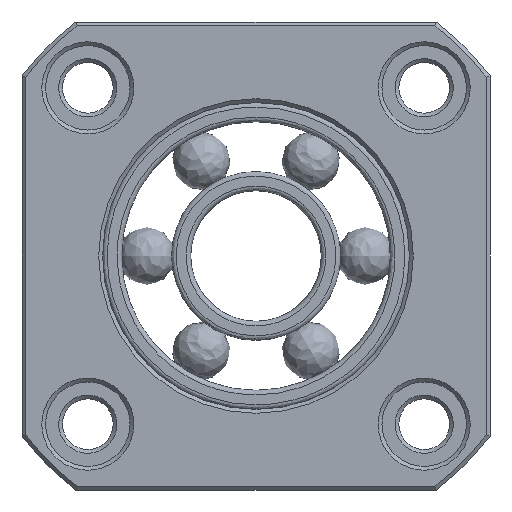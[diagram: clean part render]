
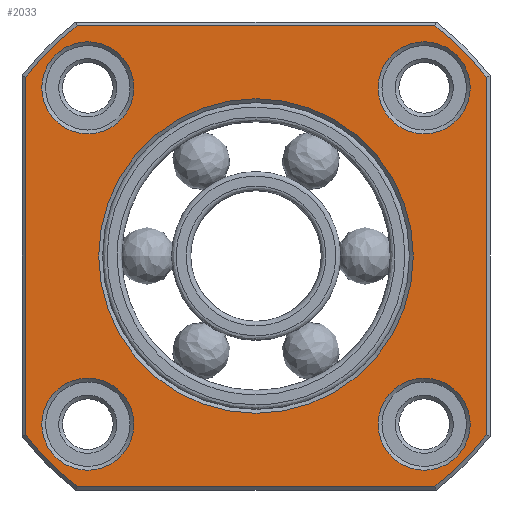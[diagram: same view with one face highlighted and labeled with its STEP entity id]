
A CAD part, left-side view. The second image highlights one B-rep face of the part: STEP entity #2033.
In plain terms, the highlighted planar face has unit normal (-1, 0, 0).
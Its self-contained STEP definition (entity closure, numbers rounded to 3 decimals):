
#20 = DIRECTION ( 'NONE',  ( 1., 0., 0. ) ) ;
#21 = DIRECTION ( 'NONE',  ( 1., 0., 0. ) ) ;
#22 = DIRECTION ( 'NONE',  ( 0., 1., 0. ) ) ;
#26 = CARTESIAN_POINT ( 'NONE',  ( 0., -21.92, -21.92 ) ) ;
#27 = CARTESIAN_POINT ( 'NONE',  ( 0., 20., 30. ) ) ;
#30 = DIRECTION ( 'NONE',  ( 0., 0., 1. ) ) ;
#32 = CARTESIAN_POINT ( 'NONE',  ( 0., 0., 0. ) ) ;
#33 = DIRECTION ( 'NONE',  ( -1., 0., 0. ) ) ;
#38 = DIRECTION ( 'NONE',  ( -1., 0., 0. ) ) ;
#40 = CARTESIAN_POINT ( 'NONE',  ( 0., 21.92, 21.92 ) ) ;
#43 = CARTESIAN_POINT ( 'NONE',  ( 0., -21.92, 21.92 ) ) ;
#45 = DIRECTION ( 'NONE',  ( -1., 0., 0. ) ) ;
#46 = DIRECTION ( 'NONE',  ( 0., 0., 1. ) ) ;
#49 = CARTESIAN_POINT ( 'NONE',  ( 0., 0., 0. ) ) ;
#50 = CARTESIAN_POINT ( 'NONE',  ( 0., 21.92, -21.92 ) ) ;
#51 = DIRECTION ( 'NONE',  ( 0., 0., 1. ) ) ;
#133 = VERTEX_POINT ( 'NONE', #313 ) ;
#135 = VERTEX_POINT ( 'NONE', #314 ) ;
#144 = VERTEX_POINT ( 'NONE', #320 ) ;
#148 = VERTEX_POINT ( 'NONE', #324 ) ;
#149 = VERTEX_POINT ( 'NONE', #325 ) ;
#166 = VERTEX_POINT ( 'NONE', #342 ) ;
#170 = VERTEX_POINT ( 'NONE', #346 ) ;
#174 = VERTEX_POINT ( 'NONE', #350 ) ;
#313 = CARTESIAN_POINT ( 'NONE',  ( 0., 30., -23.324 ) ) ;
#314 = CARTESIAN_POINT ( 'NONE',  ( 0., -23.324, 30. ) ) ;
#320 = CARTESIAN_POINT ( 'NONE',  ( 0., 30., 23.324 ) ) ;
#324 = CARTESIAN_POINT ( 'NONE',  ( 0., 23.324, 30. ) ) ;
#325 = CARTESIAN_POINT ( 'NONE',  ( 0., -30., -23.324 ) ) ;
#342 = CARTESIAN_POINT ( 'NONE',  ( 0., -23.324, -30. ) ) ;
#346 = CARTESIAN_POINT ( 'NONE',  ( 0., 23.324, -30. ) ) ;
#350 = CARTESIAN_POINT ( 'NONE',  ( 0., -30., 23.324 ) ) ;
#516 = EDGE_CURVE ( 'NONE', #1876, #1876, #2222, .T. ) ;
#520 = EDGE_CURVE ( 'NONE', #1878, #1878, #2227, .T. ) ;
#522 = EDGE_CURVE ( 'NONE', #144, #148, #2229, .T. ) ;
#523 = EDGE_CURVE ( 'NONE', #1882, #1882, #2231, .T. ) ;
#525 = EDGE_CURVE ( 'NONE', #148, #135, #2220, .T. ) ;
#526 = EDGE_CURVE ( 'NONE', #135, #174, #2233, .T. ) ;
#527 = EDGE_CURVE ( 'NONE', #1884, #1884, #2234, .T. ) ;
#531 = EDGE_CURVE ( 'NONE', #149, #166, #2235, .T. ) ;
#532 = EDGE_CURVE ( 'NONE', #174, #149, #2232, .T. ) ;
#533 = EDGE_CURVE ( 'NONE', #166, #170, #2236, .T. ) ;
#535 = EDGE_CURVE ( 'NONE', #170, #133, #2240, .T. ) ;
#537 = EDGE_CURVE ( 'NONE', #133, #144, #2238, .T. ) ;
#543 = EDGE_CURVE ( 'NONE', #1890, #1890, #2243, .T. ) ;
#635 = AXIS2_PLACEMENT_3D ( 'NONE', #43, #45, #46 ) ;
#636 = AXIS2_PLACEMENT_3D ( 'NONE', #50, #33, #30 ) ;
#637 = AXIS2_PLACEMENT_3D ( 'NONE', #40, #38, #51 ) ;
#638 = AXIS2_PLACEMENT_3D ( 'NONE', #1004, #1017, #1018 ) ;
#640 = AXIS2_PLACEMENT_3D ( 'NONE', #49, #21, #22 ) ;
#641 = AXIS2_PLACEMENT_3D ( 'NONE', #32, #20, #1000 ) ;
#642 = AXIS2_PLACEMENT_3D ( 'NONE', #26, #1002, #1003 ) ;
#645 = AXIS2_PLACEMENT_3D ( 'NONE', #1027, #1028, #1029 ) ;
#647 = AXIS2_PLACEMENT_3D ( 'NONE', #1049, #1056, #1057 ) ;
#887 = EDGE_LOOP ( 'NONE', ( #2059 ) ) ;
#888 = EDGE_LOOP ( 'NONE', ( #2058 ) ) ;
#889 = EDGE_LOOP ( 'NONE', ( #2056 ) ) ;
#891 = EDGE_LOOP ( 'NONE', ( #2048, #2049, #2050, #2051, #2052, #2053, #2054, #2055 ) ) ;
#892 = EDGE_LOOP ( 'NONE', ( #2537 ) ) ;
#895 = EDGE_LOOP ( 'NONE', ( #2057 ) ) ;
#1000 = DIRECTION ( 'NONE',  ( 0., 1., 0. ) ) ;
#1002 = DIRECTION ( 'NONE',  ( -1., 0., 0. ) ) ;
#1003 = DIRECTION ( 'NONE',  ( 0., 0., 1. ) ) ;
#1004 = CARTESIAN_POINT ( 'NONE',  ( 0., 0., 0. ) ) ;
#1017 = DIRECTION ( 'NONE',  ( 1., 0., 0. ) ) ;
#1018 = DIRECTION ( 'NONE',  ( 0., 1., 0. ) ) ;
#1019 = CARTESIAN_POINT ( 'NONE',  ( 0., -30., 0. ) ) ;
#1020 = DIRECTION ( 'NONE',  ( 0., 0., -1. ) ) ;
#1021 = CARTESIAN_POINT ( 'NONE',  ( 0., 20., -30. ) ) ;
#1022 = DIRECTION ( 'NONE',  ( 0., 1., 0. ) ) ;
#1027 = CARTESIAN_POINT ( 'NONE',  ( 0., 0., 0. ) ) ;
#1028 = DIRECTION ( 'NONE',  ( 1., 0., 0. ) ) ;
#1029 = DIRECTION ( 'NONE',  ( 0., 1., 0. ) ) ;
#1034 = CARTESIAN_POINT ( 'NONE',  ( 0., 30., 0. ) ) ;
#1035 = DIRECTION ( 'NONE',  ( 0., 0., 1. ) ) ;
#1049 = CARTESIAN_POINT ( 'NONE',  ( 0., 0., 0. ) ) ;
#1056 = DIRECTION ( 'NONE',  ( -1., 0., 0. ) ) ;
#1057 = DIRECTION ( 'NONE',  ( 0., 0., 1. ) ) ;
#1769 = CARTESIAN_POINT ( 'NONE',  ( 0., 20., 0. ) ) ;
#1770 = PLANE ( 'NONE',  #2495 ) ;
#1772 = DIRECTION ( 'NONE',  ( 1., 0., 0. ) ) ;
#1773 = DIRECTION ( 'NONE',  ( 0., 0., -1. ) ) ;
#1876 = VERTEX_POINT ( 'NONE', #1877 ) ;
#1877 = CARTESIAN_POINT ( 'NONE',  ( 0., 21.92, 27.92 ) ) ;
#1878 = VERTEX_POINT ( 'NONE', #1879 ) ;
#1879 = CARTESIAN_POINT ( 'NONE',  ( 0., -21.92, 27.92 ) ) ;
#1882 = VERTEX_POINT ( 'NONE', #1883 ) ;
#1883 = CARTESIAN_POINT ( 'NONE',  ( 0., 21.92, -15.92 ) ) ;
#1884 = VERTEX_POINT ( 'NONE', #1885 ) ;
#1885 = CARTESIAN_POINT ( 'NONE',  ( 0., -21.92, -15.92 ) ) ;
#1890 = VERTEX_POINT ( 'NONE', #1891 ) ;
#1891 = CARTESIAN_POINT ( 'NONE',  ( 0., 0., 20.5 ) ) ;
#2033 = ADVANCED_FACE ( 'NONE', ( #2387, #2386, #2391, #2393, #2388, #2385 ), #1770, .F. ) ;
#2048 = ORIENTED_EDGE ( 'NONE', *, *, #535, .F. ) ;
#2049 = ORIENTED_EDGE ( 'NONE', *, *, #533, .F. ) ;
#2050 = ORIENTED_EDGE ( 'NONE', *, *, #531, .F. ) ;
#2051 = ORIENTED_EDGE ( 'NONE', *, *, #532, .F. ) ;
#2052 = ORIENTED_EDGE ( 'NONE', *, *, #526, .F. ) ;
#2053 = ORIENTED_EDGE ( 'NONE', *, *, #525, .F. ) ;
#2054 = ORIENTED_EDGE ( 'NONE', *, *, #522, .F. ) ;
#2055 = ORIENTED_EDGE ( 'NONE', *, *, #537, .F. ) ;
#2056 = ORIENTED_EDGE ( 'NONE', *, *, #523, .F. ) ;
#2057 = ORIENTED_EDGE ( 'NONE', *, *, #527, .F. ) ;
#2058 = ORIENTED_EDGE ( 'NONE', *, *, #520, .F. ) ;
#2059 = ORIENTED_EDGE ( 'NONE', *, *, #516, .F. ) ;
#2220 = LINE ( 'NONE', #27, #2230 ) ;
#2222 = CIRCLE ( 'NONE', #637, 6. ) ;
#2226 = VECTOR ( 'NONE', #1020, 1000. ) ;
#2227 = CIRCLE ( 'NONE', #635, 6. ) ;
#2229 = CIRCLE ( 'NONE', #640, 38. ) ;
#2230 = VECTOR ( 'NONE', #2528, 1000. ) ;
#2231 = CIRCLE ( 'NONE', #636, 6. ) ;
#2232 = LINE ( 'NONE', #1019, #2226 ) ;
#2233 = CIRCLE ( 'NONE', #641, 38. ) ;
#2234 = CIRCLE ( 'NONE', #642, 6. ) ;
#2235 = CIRCLE ( 'NONE', #638, 38. ) ;
#2236 = LINE ( 'NONE', #1021, #2237 ) ;
#2237 = VECTOR ( 'NONE', #1022, 1000. ) ;
#2238 = LINE ( 'NONE', #1034, #2239 ) ;
#2239 = VECTOR ( 'NONE', #1035, 1000. ) ;
#2240 = CIRCLE ( 'NONE', #645, 38. ) ;
#2243 = CIRCLE ( 'NONE', #647, 20.5 ) ;
#2385 = FACE_BOUND ( 'NONE', #887, .T. ) ;
#2386 = FACE_OUTER_BOUND ( 'NONE', #891, .T. ) ;
#2387 = FACE_BOUND ( 'NONE', #892, .T. ) ;
#2388 = FACE_BOUND ( 'NONE', #888, .T. ) ;
#2391 = FACE_BOUND ( 'NONE', #889, .T. ) ;
#2393 = FACE_BOUND ( 'NONE', #895, .T. ) ;
#2495 = AXIS2_PLACEMENT_3D ( 'NONE', #1769, #1772, #1773 ) ;
#2528 = DIRECTION ( 'NONE',  ( 0., -1., 0. ) ) ;
#2537 = ORIENTED_EDGE ( 'NONE', *, *, #543, .F. ) ;
